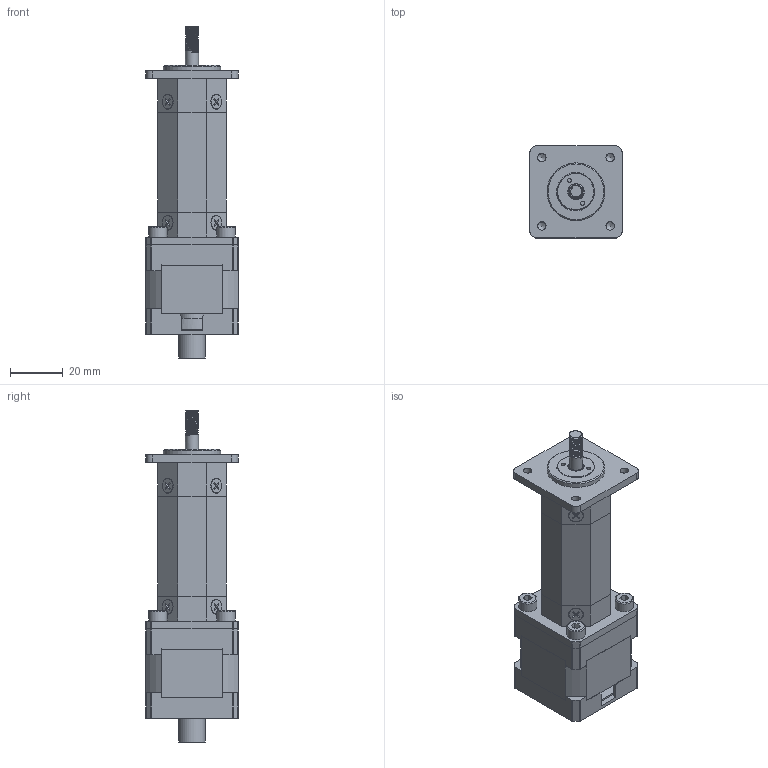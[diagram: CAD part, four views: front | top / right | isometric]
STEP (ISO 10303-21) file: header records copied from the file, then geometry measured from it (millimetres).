
FILE_DESCRIPTION((''),'2;1');
FILE_NAME('50.stp','2014-12-02T17:14:05',('benny'),(''),'Autodesk Inventor 2013','Autodesk Inventor 2013','');
FILE_SCHEMA(('AUTOMOTIVE_DESIGN { 1 0 10303 214 1 1 1 1 }'));
Length unit declared in the file: millimetre
Products named in the file (1): 零件3
Bounding box: 35 x 35 x 126.3 mm (x, y, z)
Volume: 5098.4 mm3; surface area: 43515.6 mm2
Topology: 2 solids, 31 shells, 820 faces, 2093 edges, 1362 vertices
Faces by surface type: plane 342, cylinder 207, cone 177, torus 63, bspline 27, sphere 4
Full cylindrical faces by diameter (mm): 1.5 x2, 2.5 x18, 2.693 x8, 2.694 x4, 2.7 x8, 3 x18, 3.2 x16, 3.4 x1, 4 x5, 5 x13, 5.5 x12, 6 x3, 6.2 x1, 6.5 x1, 7 x5, 7.3 x1, 8 x1, 8.3 x1, 9 x1, 10 x2, 11 x1, 14 x3, 15 x1, 16 x2, 17 x8, 19.86 x1, 21 x6, 22 x3, 24 x1
Entity records: 37607 total; most frequent: CARTESIAN_POINT 18837, ORIENTED_EDGE 3528, DIRECTION 3516, EDGE_CURVE 1765, AXIS2_PLACEMENT_3D 1382, VERTEX_POINT 1273, EDGE_LOOP 1162, FACE_OUTER_BOUND 798
